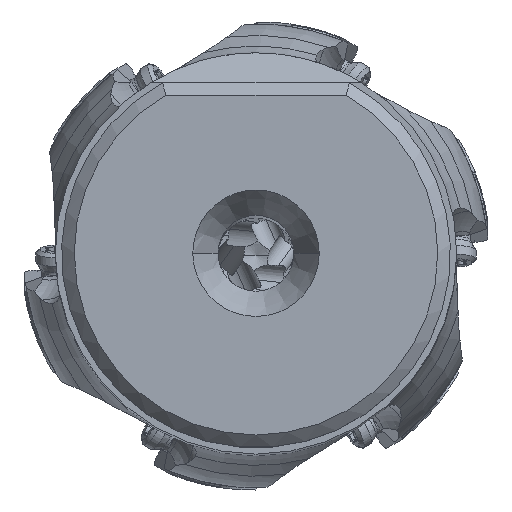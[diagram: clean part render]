
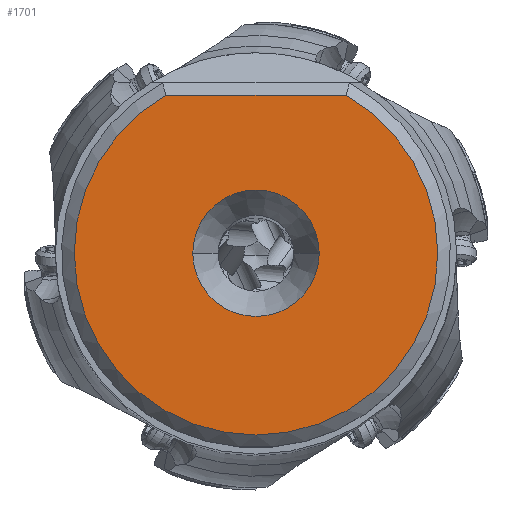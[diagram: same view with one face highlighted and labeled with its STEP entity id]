
A CAD part, top view. The second image highlights one B-rep face of the part: STEP entity #1701.
In plain terms, the highlighted planar face has unit normal (0, 0, 1).
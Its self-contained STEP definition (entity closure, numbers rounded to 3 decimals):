
#105=FACE_BOUND('',#2950,.T.);
#106=FACE_BOUND('',#2951,.T.);
#322=PLANE('',#12144);
#1701=ADVANCED_FACE('',(#105,#106),#322,.T.);
#2950=EDGE_LOOP('',(#5908,#5909));
#2951=EDGE_LOOP('',(#5910,#5911));
#3478=CIRCLE('',#12128,14.375);
#3482=CIRCLE('',#12142,5.);
#3483=CIRCLE('',#12143,5.);
#5908=ORIENTED_EDGE('',*,*,#9702,.T.);
#5909=ORIENTED_EDGE('',*,*,#9703,.T.);
#5910=ORIENTED_EDGE('',*,*,#9682,.T.);
#5911=ORIENTED_EDGE('',*,*,#9701,.F.);
#8115=VERTEX_POINT('',#20587);
#8118=VERTEX_POINT('',#20597);
#8129=VERTEX_POINT('',#20670);
#8130=VERTEX_POINT('',#20671);
#9682=EDGE_CURVE('',#8115,#8118,#3478,.T.);
#9701=EDGE_CURVE('',#8115,#8118,#10626,.T.);
#9702=EDGE_CURVE('',#8129,#8130,#3482,.T.);
#9703=EDGE_CURVE('',#8130,#8129,#3483,.T.);
#10626=LINE('',#20667,#11108);
#11108=VECTOR('',#14309,1.);
#12128=AXIS2_PLACEMENT_3D('',#20598,#14271,#14272);
#12142=AXIS2_PLACEMENT_3D('',#20669,#14312,#14313);
#12143=AXIS2_PLACEMENT_3D('',#20672,#14314,#14315);
#12144=AXIS2_PLACEMENT_3D('',#20673,#14316,#14317);
#14271=DIRECTION('',(0.,0.,1.));
#14272=DIRECTION('',(-0.496,0.869,0.));
#14309=DIRECTION('',(1.,0.,0.));
#14312=DIRECTION('',(0.,0.,-1.));
#14313=DIRECTION('',(-1.,0.,0.));
#14314=DIRECTION('',(0.,0.,-1.));
#14315=DIRECTION('',(1.,0.,0.));
#14316=DIRECTION('',(0.,0.,1.));
#14317=DIRECTION('',(1.,0.,0.));
#20587=CARTESIAN_POINT('',(-7.125,12.485,42.863));
#20597=CARTESIAN_POINT('',(7.125,12.485,42.863));
#20598=CARTESIAN_POINT('',(0.,0.,42.863));
#20667=CARTESIAN_POINT('',(-7.125,12.485,42.863));
#20669=CARTESIAN_POINT('',(0.,0.,42.863));
#20670=CARTESIAN_POINT('',(-5.,0.,42.863));
#20671=CARTESIAN_POINT('',(5.,0.,42.863));
#20672=CARTESIAN_POINT('',(0.,0.,42.863));
#20673=CARTESIAN_POINT('',(0.,-1.045,42.863));
